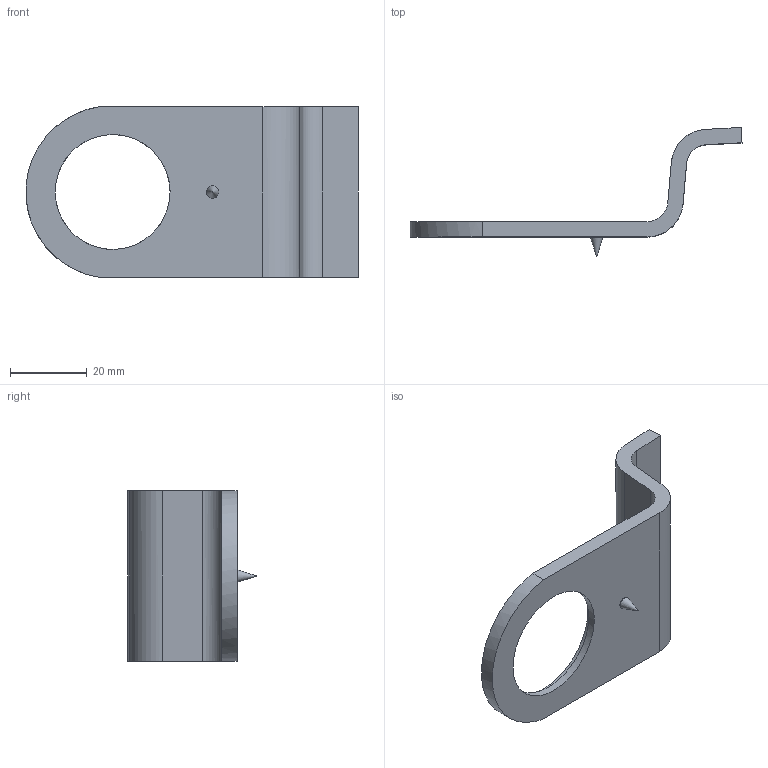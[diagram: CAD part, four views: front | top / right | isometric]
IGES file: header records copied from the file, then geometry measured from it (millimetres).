
Global section: file name: P7800; native system: Autodesk Inventor 2018; preprocessor: unknown; author: ashami; date: 20180911.154202; units: millimetre
Bounding box: 86.72 x 33.67 x 44.45 mm (x, y, z)
Volume: 14441.4 mm3; surface area: 8963 mm2
Topology: 2 solids, 2 shells, 23 faces, 59 edges, 41 vertices
Faces by surface type: bspline 23
